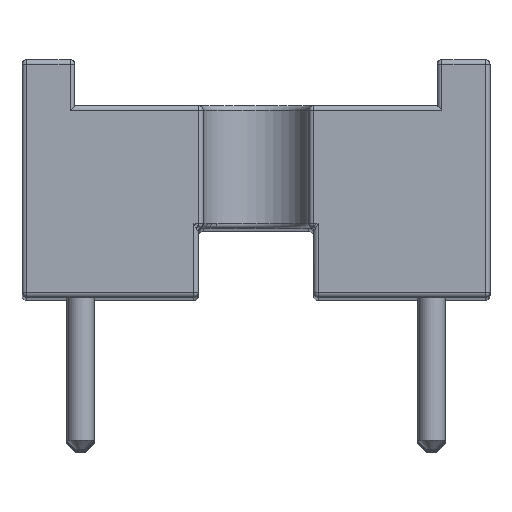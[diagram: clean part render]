
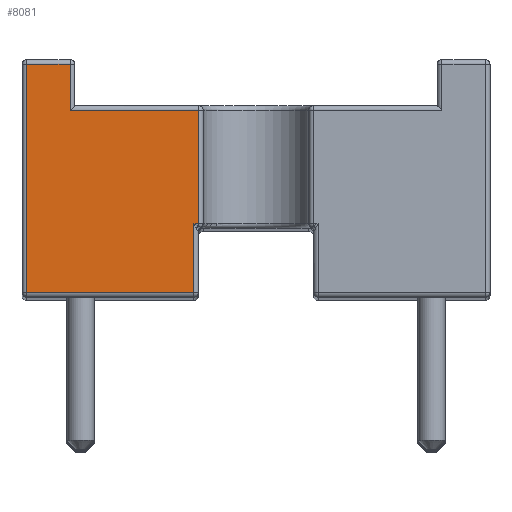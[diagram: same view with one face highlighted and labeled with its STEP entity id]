
A CAD part, top view. The second image highlights one B-rep face of the part: STEP entity #8081.
In plain terms, the highlighted planar face has unit normal (0, 0, 1).
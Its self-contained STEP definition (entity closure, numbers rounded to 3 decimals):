
#458=PLANE('',#8629);
#810=FACE_OUTER_BOUND('',#1296,.T.);
#1296=EDGE_LOOP('',(#6117,#6118,#6119,#6120,#6121,#6122,#6123,#6124));
#2060=LINE('',#12385,#2872);
#2066=LINE('',#12537,#2878);
#2067=LINE('',#12540,#2879);
#2068=LINE('',#12542,#2880);
#2069=LINE('',#12544,#2881);
#2070=LINE('',#12546,#2882);
#2071=LINE('',#12548,#2883);
#2072=LINE('',#12549,#2884);
#2872=VECTOR('',#9743,10.);
#2878=VECTOR('',#9815,10.);
#2879=VECTOR('',#9818,10.);
#2880=VECTOR('',#9819,10.);
#2881=VECTOR('',#9820,10.);
#2882=VECTOR('',#9821,10.);
#2883=VECTOR('',#9822,10.);
#2884=VECTOR('',#9823,10.);
#3979=VERTEX_POINT('',#12279);
#3986=VERTEX_POINT('',#12383);
#3998=VERTEX_POINT('',#12520);
#4001=VERTEX_POINT('',#12539);
#4002=VERTEX_POINT('',#12541);
#4003=VERTEX_POINT('',#12543);
#4004=VERTEX_POINT('',#12545);
#4005=VERTEX_POINT('',#12547);
#4821=EDGE_CURVE('',#3986,#3979,#2060,.T.);
#4852=EDGE_CURVE('',#3998,#3986,#2066,.T.);
#4853=EDGE_CURVE('',#3979,#4001,#2067,.T.);
#4854=EDGE_CURVE('',#4002,#3998,#2068,.T.);
#4855=EDGE_CURVE('',#4003,#4002,#2069,.T.);
#4856=EDGE_CURVE('',#4004,#4003,#2070,.T.);
#4857=EDGE_CURVE('',#4005,#4004,#2071,.T.);
#4858=EDGE_CURVE('',#4001,#4005,#2072,.T.);
#6117=ORIENTED_EDGE('',*,*,#4853,.F.);
#6118=ORIENTED_EDGE('',*,*,#4821,.F.);
#6119=ORIENTED_EDGE('',*,*,#4852,.F.);
#6120=ORIENTED_EDGE('',*,*,#4854,.F.);
#6121=ORIENTED_EDGE('',*,*,#4855,.F.);
#6122=ORIENTED_EDGE('',*,*,#4856,.F.);
#6123=ORIENTED_EDGE('',*,*,#4857,.F.);
#6124=ORIENTED_EDGE('',*,*,#4858,.F.);
#8081=ADVANCED_FACE('',(#810),#458,.T.);
#8629=AXIS2_PLACEMENT_3D('',#12538,#9816,#9817);
#9743=DIRECTION('',(-1.,0.,0.));
#9815=DIRECTION('',(0.,-1.,0.));
#9816=DIRECTION('center_axis',(0.,0.,1.));
#9817=DIRECTION('ref_axis',(1.,0.,0.));
#9818=DIRECTION('',(0.,-1.,0.));
#9819=DIRECTION('',(1.,0.,0.));
#9820=DIRECTION('',(0.,-1.,0.));
#9821=DIRECTION('',(1.,0.,0.));
#9822=DIRECTION('',(0.,1.,0.));
#9823=DIRECTION('',(-1.,0.,0.));
#12279=CARTESIAN_POINT('',(-1.35,1.6,0.));
#12383=CARTESIAN_POINT('',(-1.246,1.6,0.));
#12385=CARTESIAN_POINT('',(1.27,1.6,0.));
#12520=CARTESIAN_POINT('',(-1.246,4.06,0.));
#12537=CARTESIAN_POINT('',(-1.246,4.16,0.));
#12538=CARTESIAN_POINT('Origin',(2.54,2.58,0.));
#12539=CARTESIAN_POINT('',(-1.35,0.1,0.));
#12540=CARTESIAN_POINT('',(-1.35,1.29,0.));
#12541=CARTESIAN_POINT('',(-4.035,4.06,0.));
#12542=CARTESIAN_POINT('',(1.27,4.06,0.));
#12543=CARTESIAN_POINT('',(-4.035,5.06,0.));
#12544=CARTESIAN_POINT('',(-4.035,3.87,0.));
#12545=CARTESIAN_POINT('',(-4.98,5.06,0.));
#12546=CARTESIAN_POINT('',(1.27,5.06,0.));
#12547=CARTESIAN_POINT('',(-4.98,0.1,0.));
#12548=CARTESIAN_POINT('',(-4.98,3.87,0.));
#12549=CARTESIAN_POINT('',(3.81,0.1,0.));
